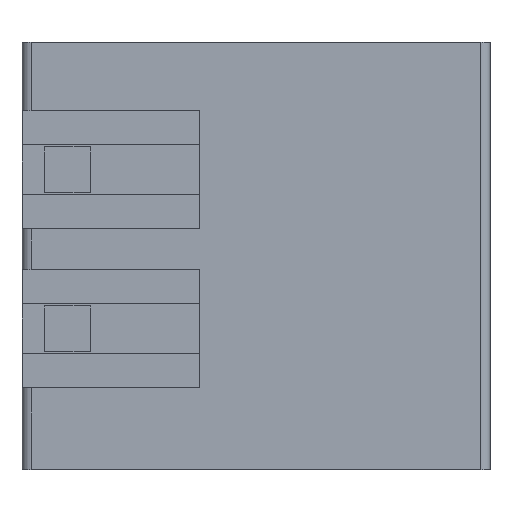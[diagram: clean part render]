
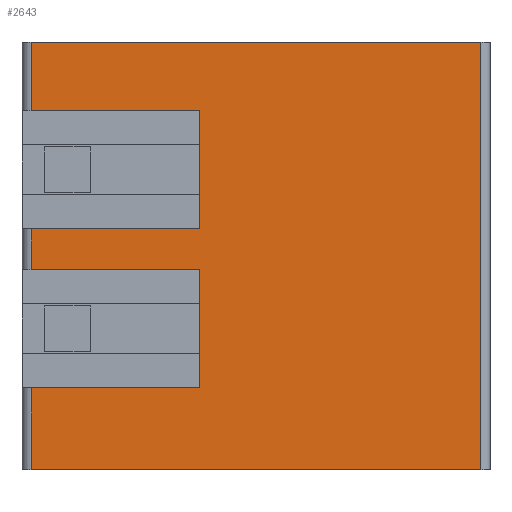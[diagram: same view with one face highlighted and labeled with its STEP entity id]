
A CAD part, front view. The second image highlights one B-rep face of the part: STEP entity #2643.
In plain terms, the highlighted planar face has unit normal (0, -1, 0).
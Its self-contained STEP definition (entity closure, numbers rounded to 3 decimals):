
#156=ORIENTED_EDGE('',*,*,#719,.F.);
#157=ORIENTED_EDGE('',*,*,#720,.T.);
#158=ORIENTED_EDGE('',*,*,#721,.T.);
#159=ORIENTED_EDGE('',*,*,#718,.T.);
#160=ORIENTED_EDGE('',*,*,#722,.F.);
#161=ORIENTED_EDGE('',*,*,#723,.T.);
#162=ORIENTED_EDGE('',*,*,#724,.T.);
#163=ORIENTED_EDGE('',*,*,#725,.T.);
#164=ORIENTED_EDGE('',*,*,#712,.T.);
#165=ORIENTED_EDGE('',*,*,#726,.F.);
#166=ORIENTED_EDGE('',*,*,#698,.F.);
#167=ORIENTED_EDGE('',*,*,#715,.T.);
#698=EDGE_CURVE('',#981,#982,#1172,.T.);
#712=EDGE_CURVE('',#994,#993,#1180,.T.);
#715=EDGE_CURVE('',#981,#995,#1181,.T.);
#718=EDGE_CURVE('',#996,#997,#1182,.T.);
#719=EDGE_CURVE('',#998,#995,#1183,.T.);
#720=EDGE_CURVE('',#998,#999,#1184,.T.);
#721=EDGE_CURVE('',#999,#996,#1185,.T.);
#722=EDGE_CURVE('',#1000,#997,#1186,.T.);
#723=EDGE_CURVE('',#1000,#1001,#1187,.T.);
#724=EDGE_CURVE('',#1001,#1002,#1188,.T.);
#725=EDGE_CURVE('',#1002,#994,#1189,.T.);
#726=EDGE_CURVE('',#982,#993,#1190,.T.);
#981=VERTEX_POINT('',#3531);
#982=VERTEX_POINT('',#3533);
#993=VERTEX_POINT('',#3558);
#994=VERTEX_POINT('',#3560);
#995=VERTEX_POINT('',#3564);
#996=VERTEX_POINT('',#3568);
#997=VERTEX_POINT('',#3570);
#998=VERTEX_POINT('',#3574);
#999=VERTEX_POINT('',#3576);
#1000=VERTEX_POINT('',#3579);
#1001=VERTEX_POINT('',#3581);
#1002=VERTEX_POINT('',#3583);
#1172=LINE('',#3532,#1441);
#1180=LINE('',#3559,#1449);
#1181=LINE('',#3565,#1450);
#1182=LINE('',#3571,#1451);
#1183=LINE('',#3573,#1452);
#1184=LINE('',#3575,#1453);
#1185=LINE('',#3577,#1454);
#1186=LINE('',#3578,#1455);
#1187=LINE('',#3580,#1456);
#1188=LINE('',#3582,#1457);
#1189=LINE('',#3584,#1458);
#1190=LINE('',#3585,#1459);
#1441=VECTOR('',#2953,1000.);
#1449=VECTOR('',#2975,1000.);
#1450=VECTOR('',#2982,1000.);
#1451=VECTOR('',#2989,1000.);
#1452=VECTOR('',#2992,1000.);
#1453=VECTOR('',#2993,1000.);
#1454=VECTOR('',#2994,1000.);
#1455=VECTOR('',#2995,1000.);
#1456=VECTOR('',#2996,1000.);
#1457=VECTOR('',#2997,1000.);
#1458=VECTOR('',#2998,1000.);
#1459=VECTOR('',#2999,1000.);
#1639=EDGE_LOOP('',(#156,#157,#158,#159,#160,#161,#162,#163,#164,#165,#166,
#167));
#1746=FACE_BOUND('',#1639,.T.);
#1847=PLANE('',#2759);
#2643=ADVANCED_FACE('',(#1746),#1847,.F.);
#2759=AXIS2_PLACEMENT_3D('',#3572,#2990,#2991);
#2953=DIRECTION('',(1.,0.,0.));
#2975=DIRECTION('',(1.,0.,0.));
#2982=DIRECTION('',(0.,0.,-1.));
#2989=DIRECTION('',(0.,0.,-1.));
#2990=DIRECTION('',(0.,1.,0.));
#2991=DIRECTION('',(0.,0.,1.));
#2992=DIRECTION('',(-1.,0.,0.));
#2993=DIRECTION('',(0.,0.,-1.));
#2994=DIRECTION('',(-1.,0.,0.));
#2995=DIRECTION('',(-1.,0.,0.));
#2996=DIRECTION('',(0.,0.,-1.));
#2997=DIRECTION('',(-1.,0.,0.));
#2998=DIRECTION('',(0.,0.,-1.));
#2999=DIRECTION('',(0.,0.,-1.));
#3531=CARTESIAN_POINT('',(-0.8,0.,9.4));
#3532=CARTESIAN_POINT('',(-0.8,0.,9.4));
#3533=CARTESIAN_POINT('',(9.1,0.,9.4));
#3558=CARTESIAN_POINT('',(9.1,0.,0.));
#3559=CARTESIAN_POINT('',(-0.8,0.,0.));
#3560=CARTESIAN_POINT('',(-0.8,0.,0.));
#3564=CARTESIAN_POINT('',(-0.8,0.,7.9));
#3565=CARTESIAN_POINT('',(-0.8,0.,9.4));
#3568=CARTESIAN_POINT('',(-0.8,0.,5.3));
#3570=CARTESIAN_POINT('',(-0.8,0.,4.4));
#3571=CARTESIAN_POINT('',(-0.8,0.,9.4));
#3572=CARTESIAN_POINT('',(-0.8,0.,9.4));
#3573=CARTESIAN_POINT('',(2.9,0.,7.9));
#3574=CARTESIAN_POINT('',(2.9,0.,7.9));
#3575=CARTESIAN_POINT('',(2.9,0.,7.9));
#3576=CARTESIAN_POINT('',(2.9,0.,5.3));
#3577=CARTESIAN_POINT('',(2.9,0.,5.3));
#3578=CARTESIAN_POINT('',(2.9,0.,4.4));
#3579=CARTESIAN_POINT('',(2.9,0.,4.4));
#3580=CARTESIAN_POINT('',(2.9,0.,4.4));
#3581=CARTESIAN_POINT('',(2.9,0.,1.8));
#3582=CARTESIAN_POINT('',(2.9,0.,1.8));
#3583=CARTESIAN_POINT('',(-0.8,0.,1.8));
#3584=CARTESIAN_POINT('',(-0.8,0.,9.4));
#3585=CARTESIAN_POINT('',(9.1,0.,9.4));
